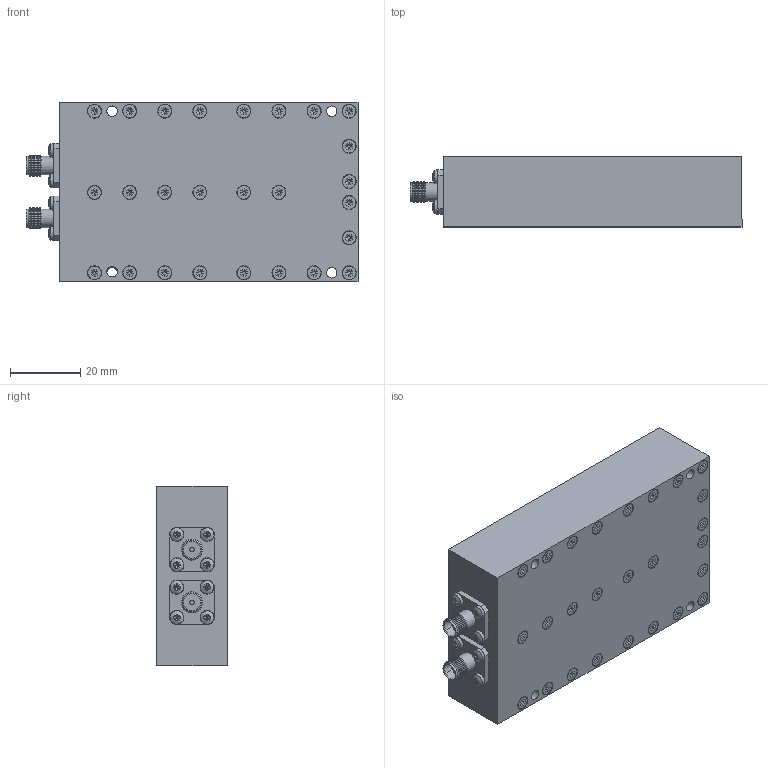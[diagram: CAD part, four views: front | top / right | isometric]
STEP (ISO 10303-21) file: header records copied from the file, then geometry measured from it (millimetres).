
FILE_DESCRIPTION(/* description */ ('Unknown'),/* implementation_level */ '2;1');
FILE_NAME(/* name */ 'DETI_MICROWAVE_LOWPASS_FILTER_011002_STEP',/* time_stamp */ '2021-06-01T10:37:07+02:00',/* author */ ('ALG'),/* organization */ ('DETI'),/* preprocessor_version */ 'ST-DEVELOPER v16.7',/* originating_system */ 'Solid Edge',/* authorisation */ 'Unknown');
FILE_SCHEMA (('AUTOMOTIVE_DESIGN {1 0 10303 214 3 1 1}'));
Length unit declared in the file: millimetre
Products named in the file (1): filtre 10302
Bounding box: 94.5 x 20 x 51 mm (x, y, z)
Volume: 72243.7 mm3; surface area: 25037 mm2
Topology: 1 solids, 78 shells, 1515 faces, 3958 edges, 2647 vertices
Faces by surface type: plane 1200, cylinder 181, cone 92, torus 34, sphere 8
Full cylindrical faces by diameter (mm): 0.4 x8, 1.28 x4, 1.567 x34, 2 x34, 2.1 x26, 2.6 x8, 3 x5, 3.8 x26, 4.1 x2, 4.9 x2, 5.3 x4
Entity records: 53676 total; most frequent: CARTESIAN_POINT 7478, DIRECTION 7154, ORIENTED_EDGE 6976, EDGE_CURVE 3488, LINE 2842, VECTOR 2842, VERTEX_POINT 2450, AXIS2_PLACEMENT_3D 2156
